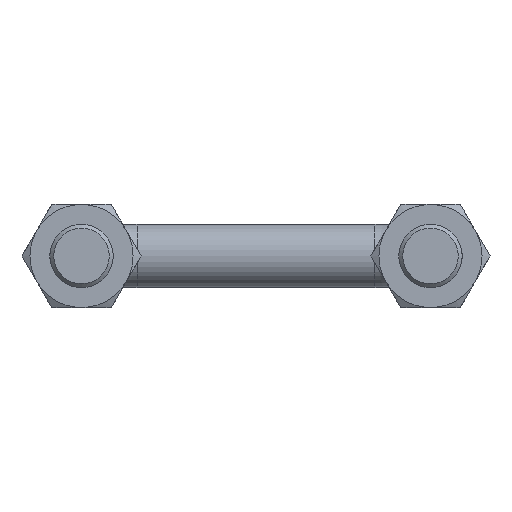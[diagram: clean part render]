
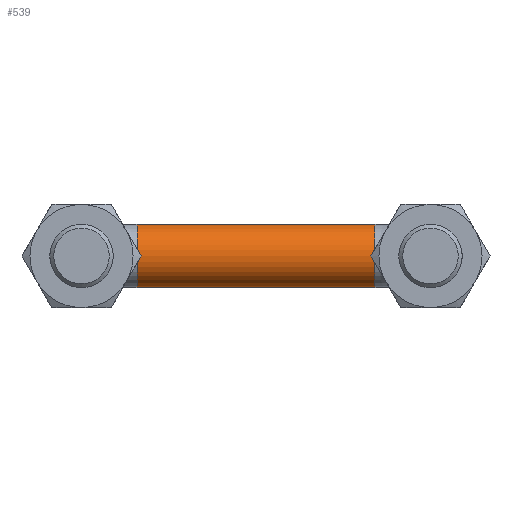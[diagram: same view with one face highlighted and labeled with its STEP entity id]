
A CAD part, front view. The second image highlights one B-rep face of the part: STEP entity #539.
In plain terms, the highlighted cylindrical face has radius 4 mm (diameter 8 mm), a full revolution.
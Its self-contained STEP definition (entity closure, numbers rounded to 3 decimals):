
#106=FACE_OUTER_BOUND('',#144,.T.);
#144=EDGE_LOOP('',(#406,#407,#408,#409,#410,#411));
#177=LINE('',#947,#193);
#193=VECTOR('',#783,4.);
#218=CIRCLE('',#662,4.);
#219=CIRCLE('',#663,4.);
#220=CIRCLE('',#665,4.);
#221=CIRCLE('',#666,4.);
#254=VERTEX_POINT('',#940);
#255=VERTEX_POINT('',#942);
#256=VERTEX_POINT('',#946);
#257=VERTEX_POINT('',#948);
#308=EDGE_CURVE('',#255,#254,#218,.T.);
#309=EDGE_CURVE('',#254,#255,#219,.T.);
#310=EDGE_CURVE('',#255,#256,#177,.T.);
#311=EDGE_CURVE('',#257,#256,#220,.T.);
#312=EDGE_CURVE('',#256,#257,#221,.T.);
#406=ORIENTED_EDGE('',*,*,#308,.T.);
#407=ORIENTED_EDGE('',*,*,#309,.T.);
#408=ORIENTED_EDGE('',*,*,#310,.T.);
#409=ORIENTED_EDGE('',*,*,#311,.F.);
#410=ORIENTED_EDGE('',*,*,#312,.F.);
#411=ORIENTED_EDGE('',*,*,#310,.F.);
#522=CYLINDRICAL_SURFACE('',#664,4.);
#539=ADVANCED_FACE('',(#106),#522,.T.);
#662=AXIS2_PLACEMENT_3D('',#943,#777,#778);
#663=AXIS2_PLACEMENT_3D('',#944,#779,#780);
#664=AXIS2_PLACEMENT_3D('',#945,#781,#782);
#665=AXIS2_PLACEMENT_3D('',#949,#784,#785);
#666=AXIS2_PLACEMENT_3D('',#950,#786,#787);
#777=DIRECTION('center_axis',(-1.,0.,0.));
#778=DIRECTION('ref_axis',(0.,-1.,0.));
#779=DIRECTION('center_axis',(-1.,0.,0.));
#780=DIRECTION('ref_axis',(0.,-1.,0.));
#781=DIRECTION('center_axis',(1.,0.,0.));
#782=DIRECTION('ref_axis',(0.,-1.,0.));
#783=DIRECTION('',(-1.,0.,0.));
#784=DIRECTION('center_axis',(-1.,0.,0.));
#785=DIRECTION('ref_axis',(0.,-1.,0.));
#786=DIRECTION('center_axis',(-1.,0.,0.));
#787=DIRECTION('ref_axis',(0.,-1.,0.));
#940=CARTESIAN_POINT('',(5.253,67.01,0.));
#942=CARTESIAN_POINT('',(5.253,75.01,0.));
#943=CARTESIAN_POINT('Origin',(5.253,71.01,0.));
#944=CARTESIAN_POINT('Origin',(5.253,71.01,0.));
#945=CARTESIAN_POINT('Origin',(-24.747,71.01,0.));
#946=CARTESIAN_POINT('',(-24.747,75.01,0.));
#947=CARTESIAN_POINT('',(-24.747,75.01,0.));
#948=CARTESIAN_POINT('',(-24.747,67.01,0.));
#949=CARTESIAN_POINT('Origin',(-24.747,71.01,0.));
#950=CARTESIAN_POINT('Origin',(-24.747,71.01,0.));
